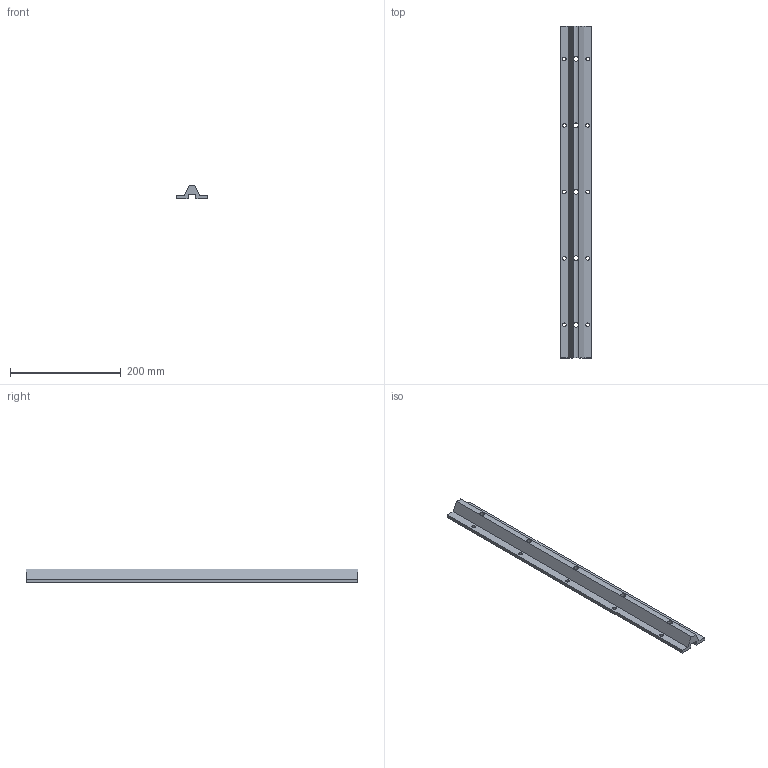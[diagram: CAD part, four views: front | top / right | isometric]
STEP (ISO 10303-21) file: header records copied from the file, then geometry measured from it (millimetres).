
FILE_DESCRIPTION( ( 'STEP AP214' ), '1' );
FILE_NAME( 'STSN-25-T1.stp', '2010-08-04T11:43:52', ( ' ' ), ( ' ' ), 'XStep 1.0', ' ', ' ' );
FILE_SCHEMA( ( 'CONFIG_CONTROL_DESIGN) ( )' ) );
Length unit declared in the file: metre
Products named in the file (1): 1
Bounding box: 57 x 599.5 x 24.73 mm (x, y, z)
Volume: 340731.3 mm3; surface area: 103510.4 mm2
Topology: 1 solids, 1 shells, 29 faces, 94 edges, 67 vertices
Faces by surface type: cylinder 16, plane 13
Full cylindrical faces by diameter (mm): 6.6 x10, 9 x5
Entity records: 1510 total; most frequent: CARTESIAN_POINT 495, DIRECTION 148, ORIENTED_EDGE 132, EDGE_LOOP 74, EDGE_CURVE 66, AXIS2_PLACEMENT_3D 57, VERTEX_POINT 54, FACE_OUTER_BOUND 44
